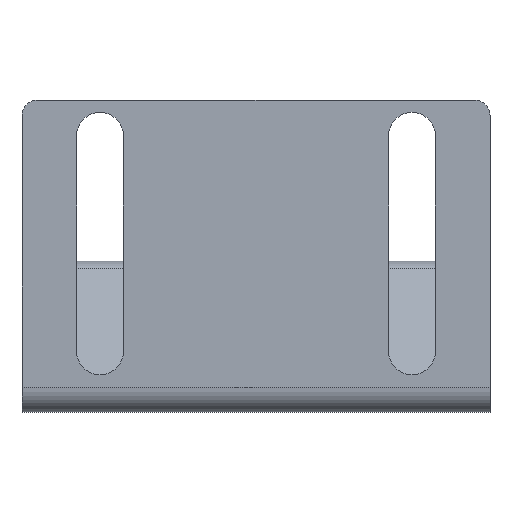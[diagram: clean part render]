
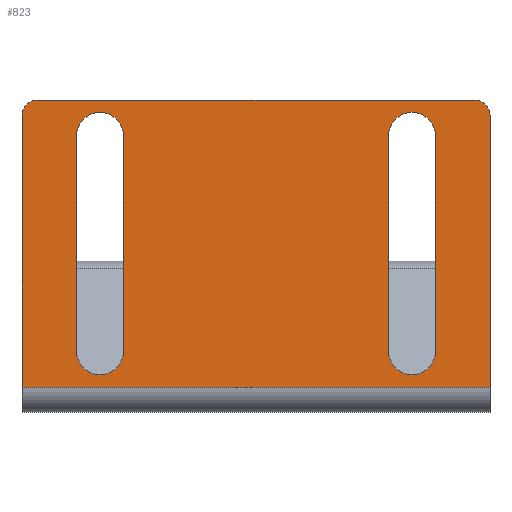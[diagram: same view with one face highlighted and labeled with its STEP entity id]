
A CAD part, front view. The second image highlights one B-rep face of the part: STEP entity #823.
In plain terms, the highlighted planar face has unit normal (0, -1, 0).
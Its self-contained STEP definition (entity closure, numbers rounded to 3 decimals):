
#14=FACE_BOUND('',#111,.T.);
#15=FACE_BOUND('',#112,.T.);
#16=FACE_BOUND('',#113,.T.);
#29=PLANE('',#882);
#111=EDGE_LOOP('',(#588,#589,#590,#591));
#112=EDGE_LOOP('',(#592,#593,#594,#595));
#113=EDGE_LOOP('',(#596,#597,#598,#599,#600,#601));
#175=LINE('',#1256,#259);
#178=LINE('',#1265,#262);
#179=LINE('',#1268,#263);
#180=LINE('',#1273,#264);
#181=LINE('',#1276,#265);
#182=LINE('',#1278,#266);
#183=LINE('',#1280,#267);
#184=LINE('',#1282,#268);
#259=VECTOR('',#996,28.);
#262=VECTOR('',#1003,13.825);
#263=VECTOR('',#1006,13.825);
#264=VECTOR('',#1009,13.825);
#265=VECTOR('',#1012,13.825);
#266=VECTOR('',#1013,17.413);
#267=VECTOR('',#1014,30.);
#268=VECTOR('',#1015,17.413);
#335=CIRCLE('',#880,1.);
#336=CIRCLE('',#883,1.5);
#337=CIRCLE('',#884,1.5);
#338=CIRCLE('',#885,1.5);
#339=CIRCLE('',#886,1.5);
#340=CIRCLE('',#887,1.);
#379=VERTEX_POINT('',#1249);
#380=VERTEX_POINT('',#1251);
#381=VERTEX_POINT('',#1255);
#383=VERTEX_POINT('',#1261);
#384=VERTEX_POINT('',#1262);
#385=VERTEX_POINT('',#1264);
#386=VERTEX_POINT('',#1266);
#387=VERTEX_POINT('',#1269);
#388=VERTEX_POINT('',#1270);
#389=VERTEX_POINT('',#1272);
#390=VERTEX_POINT('',#1274);
#391=VERTEX_POINT('',#1277);
#392=VERTEX_POINT('',#1279);
#393=VERTEX_POINT('',#1281);
#455=EDGE_CURVE('',#379,#380,#335,.T.);
#457=EDGE_CURVE('',#381,#380,#175,.T.);
#460=EDGE_CURVE('',#383,#384,#336,.T.);
#461=EDGE_CURVE('',#384,#385,#178,.T.);
#462=EDGE_CURVE('',#385,#386,#337,.T.);
#463=EDGE_CURVE('',#386,#383,#179,.T.);
#464=EDGE_CURVE('',#387,#388,#338,.T.);
#465=EDGE_CURVE('',#388,#389,#180,.T.);
#466=EDGE_CURVE('',#389,#390,#339,.T.);
#467=EDGE_CURVE('',#390,#387,#181,.T.);
#468=EDGE_CURVE('',#379,#391,#182,.T.);
#469=EDGE_CURVE('',#391,#392,#183,.T.);
#470=EDGE_CURVE('',#392,#393,#184,.T.);
#471=EDGE_CURVE('',#381,#393,#340,.T.);
#588=ORIENTED_EDGE('',*,*,#460,.T.);
#589=ORIENTED_EDGE('',*,*,#461,.T.);
#590=ORIENTED_EDGE('',*,*,#462,.T.);
#591=ORIENTED_EDGE('',*,*,#463,.T.);
#592=ORIENTED_EDGE('',*,*,#464,.T.);
#593=ORIENTED_EDGE('',*,*,#465,.T.);
#594=ORIENTED_EDGE('',*,*,#466,.T.);
#595=ORIENTED_EDGE('',*,*,#467,.T.);
#596=ORIENTED_EDGE('',*,*,#455,.F.);
#597=ORIENTED_EDGE('',*,*,#468,.T.);
#598=ORIENTED_EDGE('',*,*,#469,.T.);
#599=ORIENTED_EDGE('',*,*,#470,.T.);
#600=ORIENTED_EDGE('',*,*,#471,.F.);
#601=ORIENTED_EDGE('',*,*,#457,.T.);
#823=ADVANCED_FACE('',(#14,#15,#16),#29,.F.);
#880=AXIS2_PLACEMENT_3D('',#1252,#991,#992);
#882=AXIS2_PLACEMENT_3D('',#1260,#999,#1000);
#883=AXIS2_PLACEMENT_3D('',#1263,#1001,#1002);
#884=AXIS2_PLACEMENT_3D('',#1267,#1004,#1005);
#885=AXIS2_PLACEMENT_3D('',#1271,#1007,#1008);
#886=AXIS2_PLACEMENT_3D('',#1275,#1010,#1011);
#887=AXIS2_PLACEMENT_3D('',#1283,#1016,#1017);
#991=DIRECTION('center_axis',(0.,1.,0.));
#992=DIRECTION('ref_axis',(-0.707,0.,0.707));
#996=DIRECTION('',(-1.,0.,0.));
#999=DIRECTION('center_axis',(0.,1.,0.));
#1000=DIRECTION('ref_axis',(0.,0.,1.));
#1001=DIRECTION('center_axis',(0.,1.,0.));
#1002=DIRECTION('ref_axis',(1.,0.,0.));
#1003=DIRECTION('',(0.,0.,1.));
#1004=DIRECTION('center_axis',(0.,1.,0.));
#1005=DIRECTION('ref_axis',(-1.,0.,0.));
#1006=DIRECTION('',(0.,0.,-1.));
#1007=DIRECTION('center_axis',(0.,1.,0.));
#1008=DIRECTION('ref_axis',(1.,0.,0.));
#1009=DIRECTION('',(0.,0.,-1.));
#1010=DIRECTION('center_axis',(0.,1.,0.));
#1011=DIRECTION('ref_axis',(-1.,0.,0.));
#1012=DIRECTION('',(0.,0.,1.));
#1013=DIRECTION('',(0.,0.,-1.));
#1014=DIRECTION('',(1.,0.,0.));
#1015=DIRECTION('',(0.,0.,1.));
#1016=DIRECTION('center_axis',(0.,1.,0.));
#1017=DIRECTION('ref_axis',(0.707,0.,0.707));
#1249=CARTESIAN_POINT('',(-15.,0.,9.));
#1251=CARTESIAN_POINT('',(-14.,0.,10.));
#1252=CARTESIAN_POINT('Origin',(-14.,0.,9.));
#1255=CARTESIAN_POINT('',(14.,0.,10.));
#1256=CARTESIAN_POINT('',(15.,0.,10.));
#1260=CARTESIAN_POINT('Origin',(0.,0.,0.));
#1261=CARTESIAN_POINT('',(11.5,0.,-6.119));
#1262=CARTESIAN_POINT('',(8.5,0.,-6.119));
#1263=CARTESIAN_POINT('Origin',(10.,0.,-6.119));
#1264=CARTESIAN_POINT('',(8.5,0.,7.706));
#1265=CARTESIAN_POINT('',(8.5,0.,-3.059));
#1266=CARTESIAN_POINT('',(11.5,0.,7.706));
#1267=CARTESIAN_POINT('Origin',(10.,0.,7.706));
#1268=CARTESIAN_POINT('',(11.5,0.,3.853));
#1269=CARTESIAN_POINT('',(-11.5,0.,7.706));
#1270=CARTESIAN_POINT('',(-8.5,0.,7.706));
#1271=CARTESIAN_POINT('Origin',(-10.,0.,7.706));
#1272=CARTESIAN_POINT('',(-8.5,0.,-6.119));
#1273=CARTESIAN_POINT('',(-8.5,0.,3.853));
#1274=CARTESIAN_POINT('',(-11.5,0.,-6.119));
#1275=CARTESIAN_POINT('Origin',(-10.,0.,-6.119));
#1276=CARTESIAN_POINT('',(-11.5,0.,-3.059));
#1277=CARTESIAN_POINT('',(-15.,0.,-8.413));
#1278=CARTESIAN_POINT('',(-15.,0.,10.));
#1279=CARTESIAN_POINT('',(15.,0.,-8.413));
#1280=CARTESIAN_POINT('',(-7.5,0.,-8.413));
#1281=CARTESIAN_POINT('',(15.,0.,9.));
#1282=CARTESIAN_POINT('',(15.,0.,-10.));
#1283=CARTESIAN_POINT('Origin',(14.,0.,9.));
